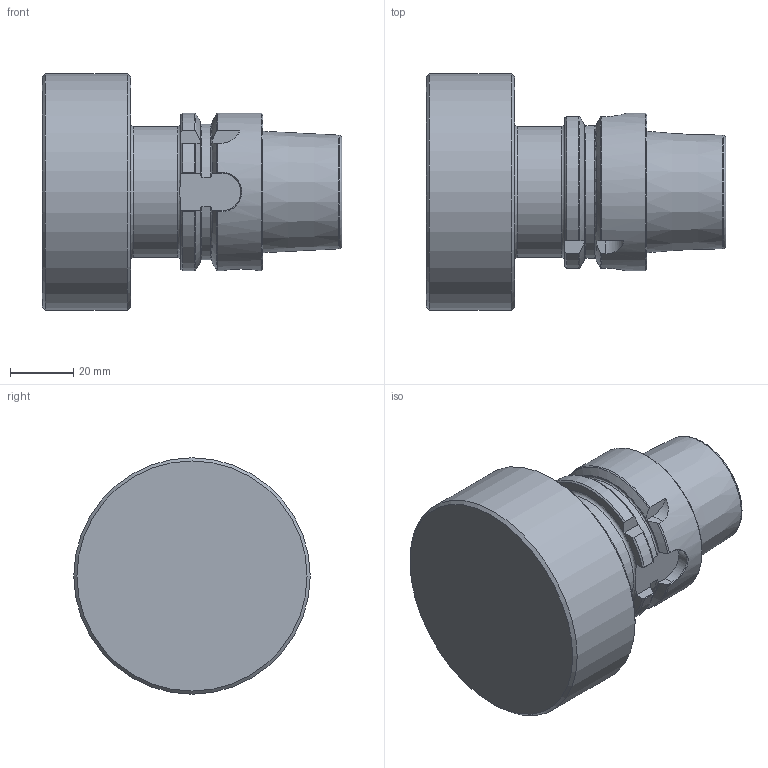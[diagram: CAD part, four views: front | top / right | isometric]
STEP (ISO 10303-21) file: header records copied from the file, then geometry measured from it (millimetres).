
FILE_DESCRIPTION(/* description */ (''),/* implementation_level */ '2;1');
FILE_NAME(/* name */ 'AHSKA50-BL41-075-070.stp',/* time_stamp */ '2024-12-18T12:38:14+03:00',/* author */ (''),/* organization */ (''),/* preprocessor_version */ 'ST-DEVELOPER v19.4',/* originating_system */ 'SIEMENS PLM Software NX2306.5001',/* authorisation */ '');
FILE_SCHEMA (('AUTOMOTIVE_DESIGN { 1 0 10303 214 3 1 1 1 }'));
Length unit declared in the file: millimetre
Products named in the file (1): AHSKA50-BL41-075-070-LIGHT_objects
Bounding box: 95 x 75 x 75 mm (x, y, z)
Volume: 219241 mm3; surface area: 25765.5 mm2
Topology: 1 solids, 1 shells, 83 faces, 224 edges, 145 vertices
Faces by surface type: plane 36, cone 17, torus 14, cylinder 13, bspline 3
Full cylindrical faces by diameter (mm): 10 x1, 41.6 x1, 50 x1, 75 x1
Entity records: 2935 total; most frequent: CARTESIAN_POINT 1020, ORIENTED_EDGE 402, DIRECTION 350, EDGE_CURVE 201, AXIS2_PLACEMENT_3D 141, VERTEX_POINT 139, EDGE_LOOP 101, ADVANCED_FACE 83
